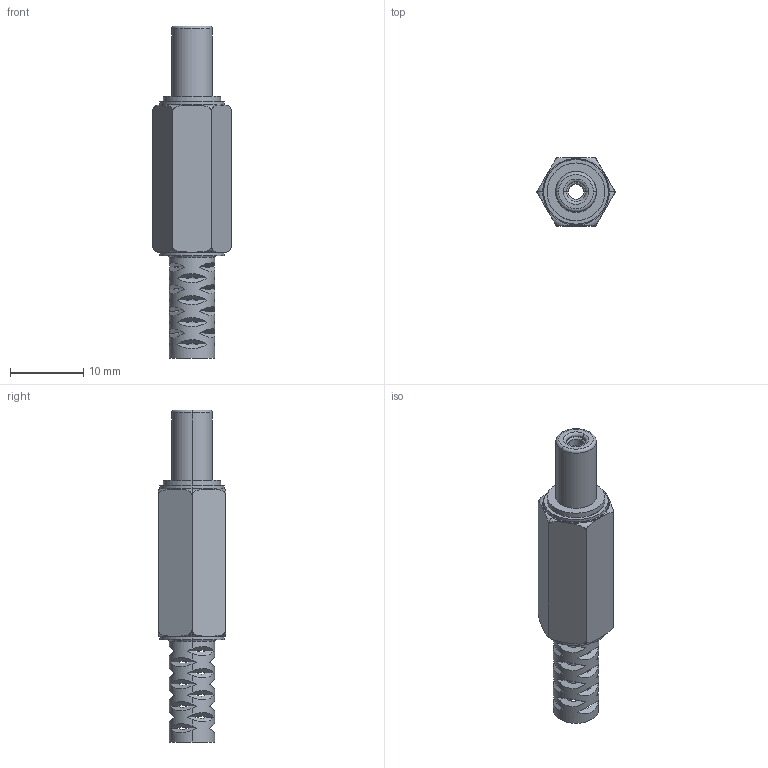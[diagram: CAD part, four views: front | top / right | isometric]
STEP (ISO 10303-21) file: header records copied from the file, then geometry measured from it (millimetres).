
FILE_DESCRIPTION (( 'STEP AP214' ), '1' );
FILE_NAME ('DC Power Plug 2.1x5.5mm ASSY.STEP', '2019-02-03T03:00:56', ( '' ), ( '' ), 'SwSTEP 2.0', 'SolidWorks 2018', '' );
FILE_SCHEMA (( 'AUTOMOTIVE_DESIGN' ));
Length unit declared in the file: millimetre
Products named in the file (3): DC Power Plug 2.1x5.5mm ASSY; DC Power Plug 2.1x5.5mm Plug; DC Power Plug 2.1x5.5mm Cover
Assembly tree (2 placements, depth 2):
  DC Power Plug 2.1x5.5mm ASSY
    DC Power Plug 2.1x5.5mm Plug
    DC Power Plug 2.1x5.5mm Cover
Bounding box: 10.68 x 9.25 x 45.19 mm (x, y, z)
Volume: 1070.5 mm3; surface area: 2488 mm2
Topology: 2 solids, 2 shells, 174 faces, 500 edges, 324 vertices
Faces by surface type: plane 101, cylinder 47, torus 16, bspline 8, cone 2
Entity records: 8524 total; most frequent: CARTESIAN_POINT 3307, ORIENTED_EDGE 1000, DIRECTION 770, EDGE_CURVE 500, VERTEX_POINT 324, AXIS2_PLACEMENT_3D 283, EDGE_LOOP 224, LINE 204
